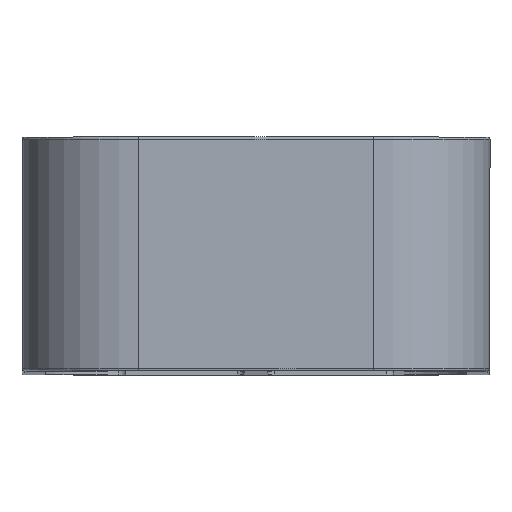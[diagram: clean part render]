
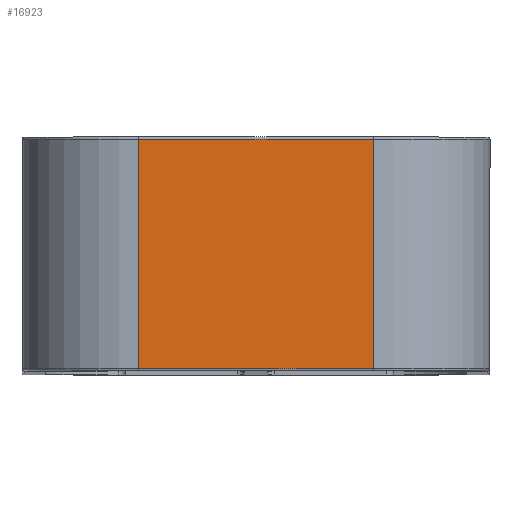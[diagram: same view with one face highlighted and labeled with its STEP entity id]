
A CAD part, top view. The second image highlights one B-rep face of the part: STEP entity #16923.
In plain terms, the highlighted planar face has unit normal (0, 0, 1).
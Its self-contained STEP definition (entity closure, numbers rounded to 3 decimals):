
#60=PLANE('',#17874);
#342=LINE('',#25858,#1778);
#352=LINE('',#25900,#1788);
#353=LINE('',#25904,#1789);
#354=LINE('',#25905,#1790);
#1778=VECTOR('',#20050,10.);
#1788=VECTOR('',#20098,10.);
#1789=VECTOR('',#20103,10.);
#1790=VECTOR('',#20104,10.);
#3847=FACE_OUTER_BOUND('',#4761,.T.);
#4761=EDGE_LOOP('',(#11529,#11530,#11531,#11532));
#6983=VERTEX_POINT('',#25848);
#6985=VERTEX_POINT('',#25854);
#6999=VERTEX_POINT('',#25899);
#7000=VERTEX_POINT('',#25903);
#8787=EDGE_CURVE('',#6983,#6985,#342,.T.);
#8808=EDGE_CURVE('',#6985,#6999,#352,.T.);
#8810=EDGE_CURVE('',#7000,#6983,#353,.T.);
#8811=EDGE_CURVE('',#6999,#7000,#354,.T.);
#11529=ORIENTED_EDGE('',*,*,#8787,.F.);
#11530=ORIENTED_EDGE('',*,*,#8810,.F.);
#11531=ORIENTED_EDGE('',*,*,#8811,.F.);
#11532=ORIENTED_EDGE('',*,*,#8808,.F.);
#16923=ADVANCED_FACE('',(#3847),#60,.T.);
#17874=AXIS2_PLACEMENT_3D('',#25902,#20101,#20102);
#20050=DIRECTION('',(-1.,0.,0.));
#20098=DIRECTION('',(0.,1.,0.));
#20101=DIRECTION('center_axis',(0.,0.,
1.));
#20102=DIRECTION('ref_axis',(1.,0.,0.));
#20103=DIRECTION('',(0.,-1.,0.));
#20104=DIRECTION('',(1.,0.,0.));
#25848=CARTESIAN_POINT('',(0.,-4.9,95.));
#25854=CARTESIAN_POINT('',(-10.,-4.9,95.));
#25858=CARTESIAN_POINT('',(-4.875,-4.9,95.));
#25899=CARTESIAN_POINT('',(-10.,4.9,95.));
#25900=CARTESIAN_POINT('',(-10.,0.,95.));
#25902=CARTESIAN_POINT('Origin',(-10.,0.,95.));
#25903=CARTESIAN_POINT('',(0.,4.9,95.));
#25904=CARTESIAN_POINT('',(0.,0.,95.));
#25905=CARTESIAN_POINT('',(-4.875,4.9,95.));
